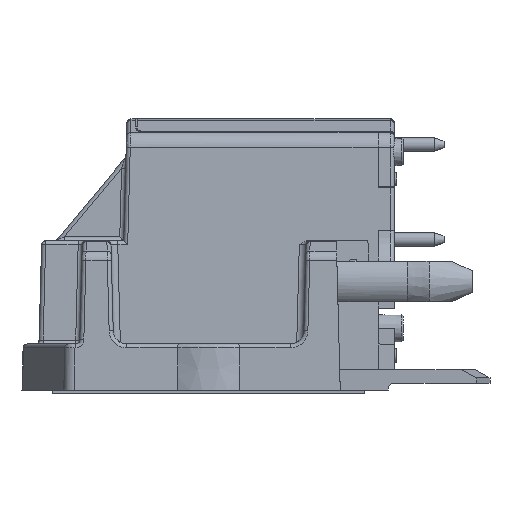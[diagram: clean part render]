
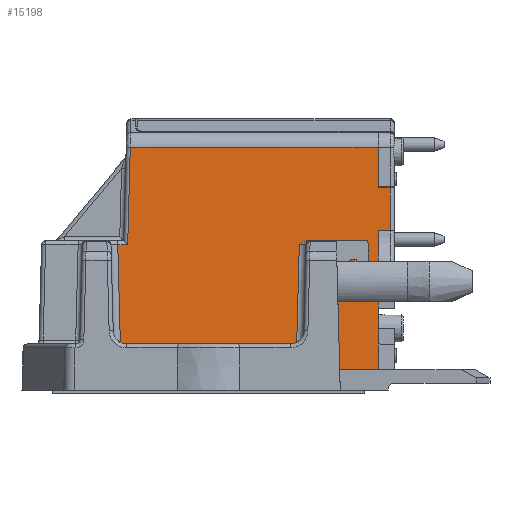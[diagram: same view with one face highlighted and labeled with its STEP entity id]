
A CAD part, left-side view. The second image highlights one B-rep face of the part: STEP entity #15198.
In plain terms, the highlighted planar face has unit normal (-1, 0, 0.026).
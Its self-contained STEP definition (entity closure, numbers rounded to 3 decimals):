
#679=PLANE('',#16161);
#894=LINE('',#19984,#1730);
#898=LINE('',#19993,#1734);
#1082=LINE('',#21917,#1918);
#1084=LINE('',#21925,#1920);
#1192=LINE('',#22520,#2028);
#1204=LINE('',#22570,#2040);
#1209=LINE('',#22588,#2045);
#1399=LINE('',#23191,#2235);
#1408=LINE('',#23211,#2244);
#1410=LINE('',#23215,#2246);
#1417=LINE('',#23235,#2253);
#1418=LINE('',#23237,#2254);
#1419=LINE('',#23238,#2255);
#1420=LINE('',#23240,#2256);
#1421=LINE('',#23242,#2257);
#1422=LINE('',#23244,#2258);
#1423=LINE('',#23245,#2259);
#1730=VECTOR('',#16784,1000.);
#1734=VECTOR('',#16790,1000.);
#1918=VECTOR('',#17524,1000.);
#1920=VECTOR('',#17532,1000.);
#2028=VECTOR('',#17906,1000.);
#2040=VECTOR('',#17932,1000.);
#2045=VECTOR('',#17951,1000.);
#2235=VECTOR('',#18497,1000.);
#2244=VECTOR('',#18524,1000.);
#2246=VECTOR('',#18528,1000.);
#2253=VECTOR('',#18561,1000.);
#2254=VECTOR('',#18562,1000.);
#2255=VECTOR('',#18563,1000.);
#2256=VECTOR('',#18564,1000.);
#2257=VECTOR('',#18565,1000.);
#2258=VECTOR('',#18566,1000.);
#2259=VECTOR('',#18567,1000.);
#2585=B_SPLINE_CURVE_WITH_KNOTS('',3,(#22209,#22210,#22211,#22212,#22213,
#22214,#22215),.UNSPECIFIED.,.F.,.F.,(4,1,1,1,4),(0.,0.25,0.5,0.75,1.),
 .UNSPECIFIED.);
#4472=ORIENTED_EDGE('',*,*,#6371,.T.);
#4473=ORIENTED_EDGE('',*,*,#6170,.F.);
#4474=ORIENTED_EDGE('',*,*,#6174,.F.);
#4475=ORIENTED_EDGE('',*,*,#6398,.F.);
#4476=ORIENTED_EDGE('',*,*,#6669,.T.);
#4477=ORIENTED_EDGE('',*,*,#6389,.T.);
#4478=ORIENTED_EDGE('',*,*,#6224,.F.);
#4479=ORIENTED_EDGE('',*,*,#6660,.F.);
#4480=ORIENTED_EDGE('',*,*,#5805,.F.);
#4481=ORIENTED_EDGE('',*,*,#6671,.T.);
#4482=ORIENTED_EDGE('',*,*,#6678,.T.);
#4483=ORIENTED_EDGE('',*,*,#6679,.F.);
#4484=ORIENTED_EDGE('',*,*,#5746,.T.);
#4485=ORIENTED_EDGE('',*,*,#6680,.F.);
#4486=ORIENTED_EDGE('',*,*,#6681,.T.);
#4487=ORIENTED_EDGE('',*,*,#6682,.T.);
#4488=ORIENTED_EDGE('',*,*,#6683,.T.);
#4489=ORIENTED_EDGE('',*,*,#5742,.T.);
#4490=ORIENTED_EDGE('',*,*,#6684,.F.);
#5742=EDGE_CURVE('',#7241,#7240,#894,.T.);
#5746=EDGE_CURVE('',#7245,#7244,#898,.T.);
#5805=EDGE_CURVE('',#7297,#7298,#8164,.T.);
#6170=EDGE_CURVE('',#7528,#7527,#1082,.T.);
#6174=EDGE_CURVE('',#7532,#7528,#1084,.T.);
#6224=EDGE_CURVE('',#7565,#7566,#2585,.F.);
#6371=EDGE_CURVE('',#7656,#7527,#1192,.T.);
#6389=EDGE_CURVE('',#7669,#7566,#1204,.T.);
#6398=EDGE_CURVE('',#7672,#7532,#1209,.T.);
#6660=EDGE_CURVE('',#7298,#7565,#1399,.T.);
#6669=EDGE_CURVE('',#7672,#7669,#1408,.T.);
#6671=EDGE_CURVE('',#7297,#7808,#1410,.T.);
#6678=EDGE_CURVE('',#7808,#7809,#1417,.T.);
#6679=EDGE_CURVE('',#7245,#7809,#1418,.T.);
#6680=EDGE_CURVE('',#7810,#7244,#1419,.T.);
#6681=EDGE_CURVE('',#7810,#7811,#1420,.T.);
#6682=EDGE_CURVE('',#7811,#7812,#1421,.T.);
#6683=EDGE_CURVE('',#7812,#7241,#1422,.T.);
#6684=EDGE_CURVE('',#7656,#7240,#1423,.T.);
#7240=VERTEX_POINT('',#19983);
#7241=VERTEX_POINT('',#19985);
#7244=VERTEX_POINT('',#19992);
#7245=VERTEX_POINT('',#19994);
#7297=VERTEX_POINT('',#20126);
#7298=VERTEX_POINT('',#20128);
#7527=VERTEX_POINT('',#21904);
#7528=VERTEX_POINT('',#21915);
#7532=VERTEX_POINT('',#21924);
#7565=VERTEX_POINT('',#22216);
#7566=VERTEX_POINT('',#22217);
#7656=VERTEX_POINT('',#22521);
#7669=VERTEX_POINT('',#22571);
#7672=VERTEX_POINT('',#22581);
#7808=VERTEX_POINT('',#23214);
#7809=VERTEX_POINT('',#23236);
#7810=VERTEX_POINT('',#23239);
#7811=VERTEX_POINT('',#23241);
#7812=VERTEX_POINT('',#23243);
#8164=ELLIPSE('',#15567,0.3,0.3);
#8702=EDGE_LOOP('',(#4472,#4473,#4474,#4475,#4476,#4477,#4478,#4479,#4480,
#4481,#4482,#4483,#4484,#4485,#4486,#4487,#4488,#4489,#4490));
#9523=FACE_BOUND('',#8702,.T.);
#15198=ADVANCED_FACE('',(#9523),#679,.T.);
#15567=AXIS2_PLACEMENT_3D('',#20127,#16889,#16890);
#16161=AXIS2_PLACEMENT_3D('',#23234,#18559,#18560);
#16784=DIRECTION('',(0.026,0.,1.));
#16790=DIRECTION('',(0.026,0.,1.));
#16889=DIRECTION('',(-1.,0.,0.026));
#16890=DIRECTION('',(0.026,0.,1.));
#17524=DIRECTION('',(0.026,-0.026,0.999));
#17532=DIRECTION('',(0.,-1.,0.));
#17906=DIRECTION('',(0.,1.,0.));
#17932=DIRECTION('',(0.026,-0.026,0.999));
#17951=DIRECTION('',(0.026,0.026,0.999));
#18497=DIRECTION('',(0.,1.,0.));
#18524=DIRECTION('',(0.,-1.,0.));
#18528=DIRECTION('',(-0.026,-0.026,-0.999));
#18559=DIRECTION('',(-1.,0.,0.026));
#18560=DIRECTION('',(0.026,0.,1.));
#18561=DIRECTION('',(0.,-1.,0.));
#18562=DIRECTION('',(-0.026,0.,-1.));
#18563=DIRECTION('',(-0.026,0.,-1.));
#18564=DIRECTION('',(0.,-1.,0.));
#18565=DIRECTION('',(0.026,0.,1.));
#18566=DIRECTION('',(0.,1.,0.));
#18567=DIRECTION('',(-0.026,0.,-1.));
#19983=CARTESIAN_POINT('',(-30.196,-12.5,15.01));
#19984=CARTESIAN_POINT('',(-30.301,-12.5,10.995));
#19985=CARTESIAN_POINT('',(-30.199,-12.5,14.907));
#19992=CARTESIAN_POINT('',(-30.431,-12.5,6.039));
#19993=CARTESIAN_POINT('',(-30.301,-12.5,10.995));
#19994=CARTESIAN_POINT('',(-30.5,-12.5,3.4));
#20126=CARTESIAN_POINT('',(-30.309,-9.429,10.708));
#20127=CARTESIAN_POINT('',(-30.309,-9.129,10.7));
#20128=CARTESIAN_POINT('',(-30.301,-9.129,11.));
#21904=CARTESIAN_POINT('',(-30.12,5.769,17.898));
#21915=CARTESIAN_POINT('',(-30.309,5.958,10.708));
#21917=CARTESIAN_POINT('',(-30.496,6.145,3.561));
#21924=CARTESIAN_POINT('',(-30.309,6.692,10.708));
#21925=CARTESIAN_POINT('',(-30.309,6.699,10.708));
#22209=CARTESIAN_POINT('',(-30.309,-6.692,10.708));
#22210=CARTESIAN_POINT('',(-30.307,-6.752,10.755));
#22211=CARTESIAN_POINT('',(-30.305,-6.867,10.837));
#22212=CARTESIAN_POINT('',(-30.303,-6.966,10.904));
#22213=CARTESIAN_POINT('',(-30.301,-7.154,10.987));
#22214=CARTESIAN_POINT('',(-30.301,-7.257,11.));
#22215=CARTESIAN_POINT('',(-30.301,-7.31,11.));
#22216=CARTESIAN_POINT('',(-30.301,-7.31,11.));
#22217=CARTESIAN_POINT('',(-30.309,-6.692,10.708));
#22520=CARTESIAN_POINT('',(-30.12,0.,17.898));
#22521=CARTESIAN_POINT('',(-30.12,-12.5,17.898));
#22570=CARTESIAN_POINT('',(-30.301,-6.7,11.013));
#22571=CARTESIAN_POINT('',(-30.5,-6.5,3.4));
#22581=CARTESIAN_POINT('',(-30.5,6.5,3.4));
#22588=CARTESIAN_POINT('',(-30.5,6.501,3.413));
#23191=CARTESIAN_POINT('',(-30.301,0.,11.));
#23211=CARTESIAN_POINT('',(-30.5,0.,3.4));
#23214=CARTESIAN_POINT('',(-30.55,-9.67,1.5));
#23215=CARTESIAN_POINT('',(-30.385,-9.506,7.775));
#23234=CARTESIAN_POINT('',(-30.5,0.,3.4));
#23235=CARTESIAN_POINT('',(-30.55,79.285,1.5));
#23236=CARTESIAN_POINT('',(-30.55,-12.5,1.5));
#23237=CARTESIAN_POINT('',(-30.327,-12.5,9.998));
#23238=CARTESIAN_POINT('',(-30.5,-12.5,3.4));
#23239=CARTESIAN_POINT('',(-30.281,-12.5,11.747));
#23240=CARTESIAN_POINT('',(-30.281,62.047,11.747));
#23241=CARTESIAN_POINT('',(-30.281,-13.4,11.747));
#23242=CARTESIAN_POINT('',(-30.199,-13.4,14.907));
#23243=CARTESIAN_POINT('',(-30.199,-13.4,14.907));
#23244=CARTESIAN_POINT('',(-30.199,142.569,14.907));
#23245=CARTESIAN_POINT('',(-30.327,-12.5,9.998));
